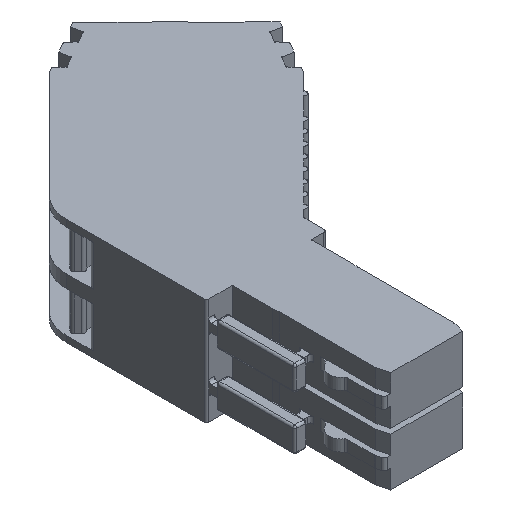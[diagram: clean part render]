
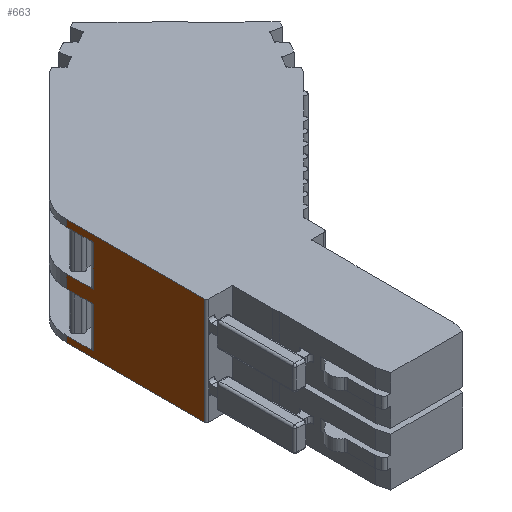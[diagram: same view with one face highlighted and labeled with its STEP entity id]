
A CAD part, isometric view. The second image highlights one B-rep face of the part: STEP entity #663.
In plain terms, the highlighted planar face has unit normal (-1, 0, 0).
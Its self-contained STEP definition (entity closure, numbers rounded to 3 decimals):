
#21 = VECTOR ( 'NONE', #5534, 1000. ) ;
#40 = CARTESIAN_POINT ( 'NONE',  ( -6.359, 15.281, 0. ) ) ;
#62 = VECTOR ( 'NONE', #7282, 1000. ) ;
#86 = LINE ( 'NONE', #4626, #1360 ) ;
#133 = FACE_OUTER_BOUND ( 'NONE', #9194, .T. ) ;
#184 = AXIS2_PLACEMENT_3D ( 'NONE', #40, #1618, #4540 ) ;
#199 = ORIENTED_EDGE ( 'NONE', *, *, #9335, .T. ) ;
#250 = VERTEX_POINT ( 'NONE', #1050 ) ;
#254 = CARTESIAN_POINT ( 'NONE',  ( -6.359, 15.281, 0.6 ) ) ;
#302 = EDGE_CURVE ( 'NONE', #8449, #684, #3967, .T. ) ;
#312 = LINE ( 'NONE', #6497, #1798 ) ;
#323 = EDGE_CURVE ( 'NONE', #4119, #684, #5603, .T. ) ;
#496 = ORIENTED_EDGE ( 'NONE', *, *, #6520, .T. ) ;
#663 = ADVANCED_FACE ( 'NONE', ( #133 ), #3834, .T. ) ;
#684 = VERTEX_POINT ( 'NONE', #9026 ) ;
#806 = CARTESIAN_POINT ( 'NONE',  ( -6.359, 28.742, 0.6 ) ) ;
#1050 = CARTESIAN_POINT ( 'NONE',  ( -6.359, 28.742, -4.6 ) ) ;
#1184 = LINE ( 'NONE', #254, #7359 ) ;
#1234 = VERTEX_POINT ( 'NONE', #1693 ) ;
#1292 = CARTESIAN_POINT ( 'NONE',  ( -6.359, 26.119, 0.6 ) ) ;
#1360 = VECTOR ( 'NONE', #3823, 1000. ) ;
#1452 = LINE ( 'NONE', #5852, #62 ) ;
#1618 = DIRECTION ( 'NONE',  ( -1., 0., 0. ) ) ;
#1635 = VECTOR ( 'NONE', #7784, 1000. ) ;
#1693 = CARTESIAN_POINT ( 'NONE',  ( -6.359, 26.119, -0.65 ) ) ;
#1783 = VECTOR ( 'NONE', #2189, 1000. ) ;
#1798 = VECTOR ( 'NONE', #3544, 1000. ) ;
#2189 = DIRECTION ( 'NONE',  ( 0., 0., -1. ) ) ;
#2210 = LINE ( 'NONE', #4134, #9029 ) ;
#2382 = ORIENTED_EDGE ( 'NONE', *, *, #5539, .T. ) ;
#2451 = CARTESIAN_POINT ( 'NONE',  ( -6.359, 28.742, 0. ) ) ;
#2646 = LINE ( 'NONE', #3987, #4870 ) ;
#2869 = ORIENTED_EDGE ( 'NONE', *, *, #8161, .T. ) ;
#3030 = VERTEX_POINT ( 'NONE', #8752 ) ;
#3202 = ORIENTED_EDGE ( 'NONE', *, *, #6874, .T. ) ;
#3307 = VERTEX_POINT ( 'NONE', #9207 ) ;
#3450 = VERTEX_POINT ( 'NONE', #4954 ) ;
#3544 = DIRECTION ( 'NONE',  ( 0., 0., -1. ) ) ;
#3744 = VECTOR ( 'NONE', #8328, 1000. ) ;
#3823 = DIRECTION ( 'NONE',  ( 0., -1., 0. ) ) ;
#3834 = PLANE ( 'NONE',  #184 ) ;
#3953 = EDGE_CURVE ( 'NONE', #8238, #250, #2210, .T. ) ;
#3967 = LINE ( 'NONE', #6349, #1635 ) ;
#3987 = CARTESIAN_POINT ( 'NONE',  ( -6.359, 15.281, -4.6 ) ) ;
#4098 = ORIENTED_EDGE ( 'NONE', *, *, #7626, .T. ) ;
#4119 = VERTEX_POINT ( 'NONE', #9612 ) ;
#4134 = CARTESIAN_POINT ( 'NONE',  ( -6.359, 28.742, -5.2 ) ) ;
#4199 = EDGE_CURVE ( 'NONE', #3450, #4913, #5723, .T. ) ;
#4374 = CARTESIAN_POINT ( 'NONE',  ( -6.359, 26.119, -4.6 ) ) ;
#4406 = CARTESIAN_POINT ( 'NONE',  ( -6.359, 28.742, 5.2 ) ) ;
#4540 = DIRECTION ( 'NONE',  ( 0., -1., 0. ) ) ;
#4626 = CARTESIAN_POINT ( 'NONE',  ( -6.359, 15.281, -5.2 ) ) ;
#4661 = DIRECTION ( 'NONE',  ( 0., 1., 0. ) ) ;
#4870 = VECTOR ( 'NONE', #4661, 1000. ) ;
#4913 = VERTEX_POINT ( 'NONE', #806 ) ;
#4954 = CARTESIAN_POINT ( 'NONE',  ( -6.359, 28.742, -0.65 ) ) ;
#5534 = DIRECTION ( 'NONE',  ( 0., 0., 1. ) ) ;
#5539 = EDGE_CURVE ( 'NONE', #5847, #250, #2646, .T. ) ;
#5603 = LINE ( 'NONE', #7151, #21 ) ;
#5723 = LINE ( 'NONE', #6735, #3744 ) ;
#5847 = VERTEX_POINT ( 'NONE', #4374 ) ;
#5852 = CARTESIAN_POINT ( 'NONE',  ( -6.359, 15.281, 4.55 ) ) ;
#5889 = LINE ( 'NONE', #9059, #7194 ) ;
#5988 = ORIENTED_EDGE ( 'NONE', *, *, #323, .T. ) ;
#6108 = DIRECTION ( 'NONE',  ( 0., -1., 0. ) ) ;
#6145 = DIRECTION ( 'NONE',  ( 0., 1., 0. ) ) ;
#6349 = CARTESIAN_POINT ( 'NONE',  ( -6.359, 28.742, 5.2 ) ) ;
#6485 = ORIENTED_EDGE ( 'NONE', *, *, #3953, .F. ) ;
#6497 = CARTESIAN_POINT ( 'NONE',  ( -6.359, 26.119, 0. ) ) ;
#6520 = EDGE_CURVE ( 'NONE', #1234, #5847, #7330, .T. ) ;
#6735 = CARTESIAN_POINT ( 'NONE',  ( -6.359, 28.742, 0. ) ) ;
#6806 = ORIENTED_EDGE ( 'NONE', *, *, #8009, .T. ) ;
#6874 = EDGE_CURVE ( 'NONE', #8238, #4119, #86, .T. ) ;
#7151 = CARTESIAN_POINT ( 'NONE',  ( -6.359, 15.281, 0. ) ) ;
#7172 = LINE ( 'NONE', #2451, #1783 ) ;
#7194 = VECTOR ( 'NONE', #6108, 1000. ) ;
#7282 = DIRECTION ( 'NONE',  ( 0., -1., 0. ) ) ;
#7330 = LINE ( 'NONE', #8536, #8745 ) ;
#7359 = VECTOR ( 'NONE', #6145, 1000. ) ;
#7626 = EDGE_CURVE ( 'NONE', #3030, #9423, #312, .T. ) ;
#7714 = DIRECTION ( 'NONE',  ( 0., 0., -1. ) ) ;
#7779 = ORIENTED_EDGE ( 'NONE', *, *, #4199, .F. ) ;
#7784 = DIRECTION ( 'NONE',  ( 0., -1., 0. ) ) ;
#7804 = CARTESIAN_POINT ( 'NONE',  ( -6.359, 28.742, -5.2 ) ) ;
#7870 = DIRECTION ( 'NONE',  ( 0., 0., 1. ) ) ;
#7874 = ORIENTED_EDGE ( 'NONE', *, *, #9259, .T. ) ;
#8009 = EDGE_CURVE ( 'NONE', #3307, #3030, #1452, .T. ) ;
#8161 = EDGE_CURVE ( 'NONE', #8449, #3307, #7172, .T. ) ;
#8238 = VERTEX_POINT ( 'NONE', #7804 ) ;
#8328 = DIRECTION ( 'NONE',  ( 0., 0., 1. ) ) ;
#8449 = VERTEX_POINT ( 'NONE', #4406 ) ;
#8536 = CARTESIAN_POINT ( 'NONE',  ( -6.359, 26.119, -5.2 ) ) ;
#8554 = ORIENTED_EDGE ( 'NONE', *, *, #302, .F. ) ;
#8745 = VECTOR ( 'NONE', #7714, 1000. ) ;
#8752 = CARTESIAN_POINT ( 'NONE',  ( -6.359, 26.119, 4.55 ) ) ;
#9026 = CARTESIAN_POINT ( 'NONE',  ( -6.359, 15.281, 5.2 ) ) ;
#9029 = VECTOR ( 'NONE', #7870, 1000. ) ;
#9059 = CARTESIAN_POINT ( 'NONE',  ( -6.359, 15.281, -0.65 ) ) ;
#9194 = EDGE_LOOP ( 'NONE', ( #5988, #8554, #2869, #6806, #4098, #7874, #7779, #199, #496, #2382, #6485, #3202 ) ) ;
#9207 = CARTESIAN_POINT ( 'NONE',  ( -6.359, 28.742, 4.55 ) ) ;
#9259 = EDGE_CURVE ( 'NONE', #9423, #4913, #1184, .T. ) ;
#9335 = EDGE_CURVE ( 'NONE', #3450, #1234, #5889, .T. ) ;
#9423 = VERTEX_POINT ( 'NONE', #1292 ) ;
#9612 = CARTESIAN_POINT ( 'NONE',  ( -6.359, 15.281, -5.2 ) ) ;
